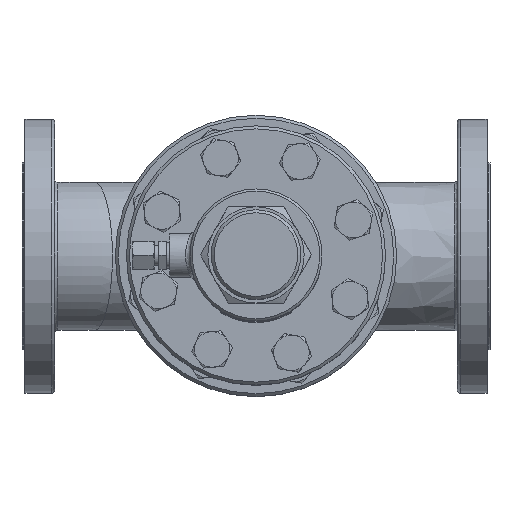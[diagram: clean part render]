
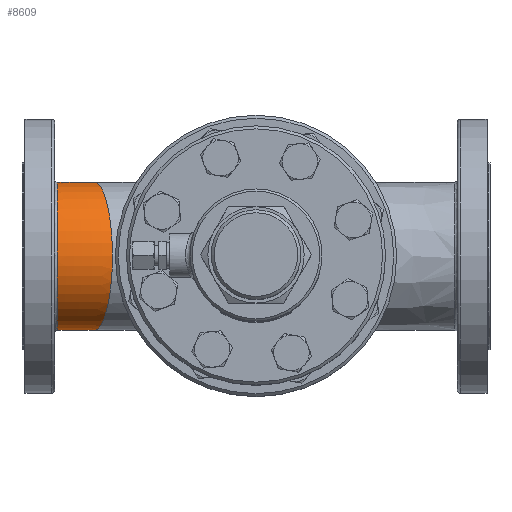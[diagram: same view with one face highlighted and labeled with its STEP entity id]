
A CAD part, top view. The second image highlights one B-rep face of the part: STEP entity #8609.
In plain terms, the highlighted toroidal (fillet/blend) face has major radius 200 mm and minor radius 50 mm.
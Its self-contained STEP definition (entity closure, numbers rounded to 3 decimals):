
#24=TOROIDAL_SURFACE('',#9496,200.,50.);
#565=B_SPLINE_CURVE_WITH_KNOTS('',3,(#16610,#16611,#16612,#16613,#16614,
#16615,#16616,#16617,#16618,#16619,#16620,#16621,#16622,#16623,#16624,#16625,
#16626,#16627,#16628,#16629,#16630,#16631),.UNSPECIFIED.,.F.,.F.,(4,1,1,
1,1,1,1,1,1,1,1,1,1,1,1,1,1,1,1,4),(0.,1.061,2.122,
3.184,3.714,4.245,4.952,5.66,
6.721,7.075,8.49,9.433,9.905,
10.789,11.32,12.027,12.735,13.088,
14.15,14.856),.UNSPECIFIED.);
#566=B_SPLINE_CURVE_WITH_KNOTS('',3,(#16632,#16633,#16634,#16635,#16636,
#16637,#16638,#16639,#16640,#16641,#16642,#16643,#16644,#16645,#16646,#16647,
#16648,#16649,#16650,#16651,#16652,#16653,#16654),.UNSPECIFIED.,.F.,.F.,
(4,1,1,1,1,1,1,1,1,1,1,1,1,1,1,1,1,1,1,1,4),(14.856,16.98,
17.687,18.395,19.279,19.81,20.517,
21.225,21.401,21.932,22.639,23.347,
24.054,24.762,24.939,25.469,26.531,
27.592,27.857,28.653,29.714),
 .UNSPECIFIED.);
#2233=FACE_OUTER_BOUND('',#2857,.T.);
#2857=EDGE_LOOP('',(#7651,#7652,#7653,#7654,#7655,#7656));
#2936=CIRCLE('',#8720,50.);
#2937=CIRCLE('',#8721,50.);
#3249=CIRCLE('',#9497,150.);
#3382=VERTEX_POINT('',#12883);
#3383=VERTEX_POINT('',#12884);
#4018=VERTEX_POINT('',#16607);
#4019=VERTEX_POINT('',#16609);
#4190=EDGE_CURVE('',#3382,#3383,#2936,.T.);
#4191=EDGE_CURVE('',#3383,#3382,#2937,.T.);
#5241=EDGE_CURVE('',#4018,#4019,#565,.T.);
#5242=EDGE_CURVE('',#4019,#4018,#566,.T.);
#5261=EDGE_CURVE('',#4019,#3383,#3249,.T.);
#7651=ORIENTED_EDGE('',*,*,#5241,.F.);
#7652=ORIENTED_EDGE('',*,*,#5242,.F.);
#7653=ORIENTED_EDGE('',*,*,#5261,.T.);
#7654=ORIENTED_EDGE('',*,*,#4190,.F.);
#7655=ORIENTED_EDGE('',*,*,#4191,.F.);
#7656=ORIENTED_EDGE('',*,*,#5261,.F.);
#8609=ADVANCED_FACE('',(#2233),#24,.T.);
#8720=AXIS2_PLACEMENT_3D('',#12885,#9736,#9737);
#8721=AXIS2_PLACEMENT_3D('',#12886,#9738,#9739);
#9496=AXIS2_PLACEMENT_3D('',#16732,#11681,#11682);
#9497=AXIS2_PLACEMENT_3D('',#16733,#11683,#11684);
#9736=DIRECTION('center_axis',(0.97,0.,-0.244));
#9737=DIRECTION('ref_axis',(-0.244,0.,-0.97));
#9738=DIRECTION('center_axis',(0.97,0.,-0.244));
#9739=DIRECTION('ref_axis',(-0.244,0.,-0.97));
#11681=DIRECTION('center_axis',(0.,-1.,0.));
#11682=DIRECTION('ref_axis',(0.,0.,-1.));
#11683=DIRECTION('center_axis',(0.,1.,0.));
#11684=DIRECTION('ref_axis',(0.,0.,-1.));
#12883=CARTESIAN_POINT('',(-96.95,0.,-60.569));
#12884=CARTESIAN_POINT('',(-121.37,0.,-157.541));
#12885=CARTESIAN_POINT('Origin',(-109.16,0.,-109.055));
#12886=CARTESIAN_POINT('Origin',(-109.16,0.,-109.055));
#16607=CARTESIAN_POINT('',(-134.19,0.,-54.136));
#16609=CARTESIAN_POINT('',(-133.676,0.,-154.985));
#16610=CARTESIAN_POINT('Ctrl Pts',(-134.19,0.,
-54.136));
#16611=CARTESIAN_POINT('Ctrl Pts',(-134.19,3.734,-54.136));
#16612=CARTESIAN_POINT('Ctrl Pts',(-134.188,11.302,-55.));
#16613=CARTESIAN_POINT('Ctrl Pts',(-134.176,21.941,-58.758));
#16614=CARTESIAN_POINT('Ctrl Pts',(-134.16,29.963,-63.848));
#16615=CARTESIAN_POINT('Ctrl Pts',(-134.143,35.519,-68.875));
#16616=CARTESIAN_POINT('Ctrl Pts',(-134.127,39.673,-73.565));
#16617=CARTESIAN_POINT('Ctrl Pts',(-134.106,43.546,-79.329));
#16618=CARTESIAN_POINT('Ctrl Pts',(-134.076,47.296,-87.21));
#16619=CARTESIAN_POINT('Ctrl Pts',(-134.045,49.236,-94.578));
#16620=CARTESIAN_POINT('Ctrl Pts',(-134.001,50.325,-104.491));
#16621=CARTESIAN_POINT('Ctrl Pts',(-133.952,49.583,-114.23));
#16622=CARTESIAN_POINT('Ctrl Pts',(-133.899,46.409,-123.725));
#16623=CARTESIAN_POINT('Ctrl Pts',(-133.854,42.699,-131.044));
#16624=CARTESIAN_POINT('Ctrl Pts',(-133.818,38.852,-136.515));
#16625=CARTESIAN_POINT('Ctrl Pts',(-133.779,33.682,-141.961));
#16626=CARTESIAN_POINT('Ctrl Pts',(-133.747,28.26,-146.339));
#16627=CARTESIAN_POINT('Ctrl Pts',(-133.721,22.875,-149.491));
#16628=CARTESIAN_POINT('Ctrl Pts',(-133.697,16.002,-152.531));
#16629=CARTESIAN_POINT('Ctrl Pts',(-133.679,8.714,-154.524));
#16630=CARTESIAN_POINT('Ctrl Pts',(-133.676,2.487,-154.987));
#16631=CARTESIAN_POINT('Ctrl Pts',(-133.676,0.,
-154.984));
#16632=CARTESIAN_POINT('Ctrl Pts',(-133.676,0.,
-154.984));
#16633=CARTESIAN_POINT('Ctrl Pts',(-133.676,-7.483,
-154.976));
#16634=CARTESIAN_POINT('Ctrl Pts',(-133.696,-17.448,-152.7));
#16635=CARTESIAN_POINT('Ctrl Pts',(-133.747,-28.345,
-146.275));
#16636=CARTESIAN_POINT('Ctrl Pts',(-133.785,-34.645,-141.182));
#16637=CARTESIAN_POINT('Ctrl Pts',(-133.825,-39.671,
-135.48));
#16638=CARTESIAN_POINT('Ctrl Pts',(-133.866,-43.741,
-129.18));
#16639=CARTESIAN_POINT('Ctrl Pts',(-133.903,-46.712,
-122.954));
#16640=CARTESIAN_POINT('Ctrl Pts',(-133.934,-48.377,
-117.512));
#16641=CARTESIAN_POINT('Ctrl Pts',(-133.96,-49.391,
-112.603));
#16642=CARTESIAN_POINT('Ctrl Pts',(-133.985,-50.041,-107.662));
#16643=CARTESIAN_POINT('Ctrl Pts',(-134.018,-50.052,
-100.72));
#16644=CARTESIAN_POINT('Ctrl Pts',(-134.051,-48.938,
-93.246));
#16645=CARTESIAN_POINT('Ctrl Pts',(-134.08,-46.756,
-86.081));
#16646=CARTESIAN_POINT('Ctrl Pts',(-134.1,-44.314,
-80.943));
#16647=CARTESIAN_POINT('Ctrl Pts',(-134.116,-41.732,
-76.628));
#16648=CARTESIAN_POINT('Ctrl Pts',(-134.134,-38.153,
-71.529));
#16649=CARTESIAN_POINT('Ctrl Pts',(-134.157,-31.461,
-64.783));
#16650=CARTESIAN_POINT('Ctrl Pts',(-134.172,-24.283,-60.248));
#16651=CARTESIAN_POINT('Ctrl Pts',(-134.181,-17.452,-57.175));
#16652=CARTESIAN_POINT('Ctrl Pts',(-134.188,-10.301,
-54.877));
#16653=CARTESIAN_POINT('Ctrl Pts',(-134.19,-3.734,-54.136));
#16654=CARTESIAN_POINT('Ctrl Pts',(-134.19,0.,
-54.136));
#16732=CARTESIAN_POINT('Origin',(-158.,0.,-303.));
#16733=CARTESIAN_POINT('Origin',(-158.,0.,-303.));
